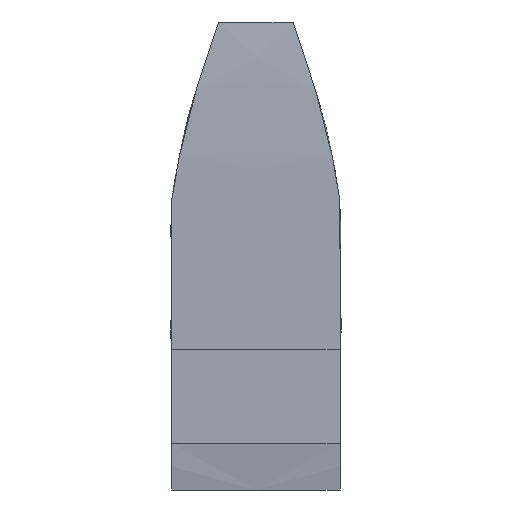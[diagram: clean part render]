
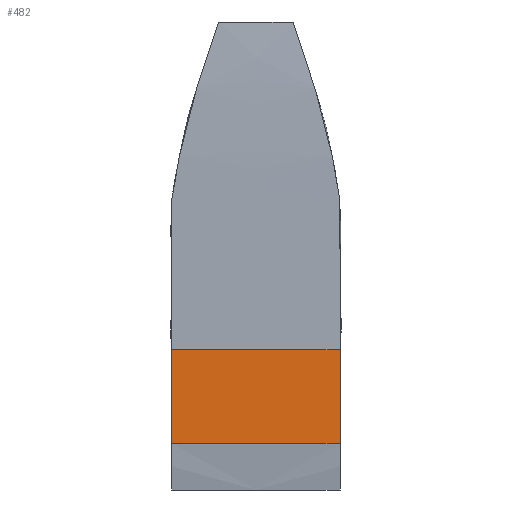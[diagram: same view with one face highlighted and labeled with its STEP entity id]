
A CAD part, top view. The second image highlights one B-rep face of the part: STEP entity #482.
In plain terms, the highlighted planar face has unit normal (0, 0, 1).
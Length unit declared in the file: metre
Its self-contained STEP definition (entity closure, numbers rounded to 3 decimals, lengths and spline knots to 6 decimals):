
#98=FACE_OUTER_BOUND('',#123,.T.);
#123=EDGE_LOOP('',(#443,#444,#445,#446));
#135=LINE('',#6612,#163);
#149=LINE('',#10010,#177);
#150=LINE('',#10022,#178);
#151=LINE('',#10024,#179);
#163=VECTOR('',#523,0.01);
#177=VECTOR('',#551,0.01);
#178=VECTOR('',#554,0.01);
#179=VECTOR('',#557,0.01);
#207=VERTEX_POINT('',#6350);
#208=VERTEX_POINT('',#6611);
#226=VERTEX_POINT('',#9986);
#227=VERTEX_POINT('',#10009);
#259=EDGE_CURVE('',#207,#208,#135,.T.);
#297=EDGE_CURVE('',#227,#226,#149,.T.);
#299=EDGE_CURVE('',#227,#207,#150,.T.);
#300=EDGE_CURVE('',#226,#208,#151,.T.);
#443=ORIENTED_EDGE('',*,*,#297,.T.);
#444=ORIENTED_EDGE('',*,*,#300,.T.);
#445=ORIENTED_EDGE('',*,*,#259,.F.);
#446=ORIENTED_EDGE('',*,*,#299,.F.);
#457=PLANE('',#507);
#482=ADVANCED_FACE('',(#98),#457,.T.);
#507=AXIS2_PLACEMENT_3D('',#10025,#558,#559);
#523=DIRECTION('',(1.,0.,0.));
#551=DIRECTION('',(1.,0.,0.));
#554=DIRECTION('',(0.,1.,0.));
#557=DIRECTION('',(0.,1.,0.));
#558=DIRECTION('center_axis',(0.,0.,1.));
#559=DIRECTION('ref_axis',(1.,0.,0.));
#6350=CARTESIAN_POINT('',(-0.9,-3.5,0.55));
#6611=CARTESIAN_POINT('',(0.9,-3.5,0.55));
#6612=CARTESIAN_POINT('',(-0.9,-3.5,0.55));
#9986=CARTESIAN_POINT('',(0.9,-4.5,0.55));
#10009=CARTESIAN_POINT('',(-0.9,-4.5,0.55));
#10010=CARTESIAN_POINT('',(-0.9,-4.5,0.55));
#10022=CARTESIAN_POINT('',(-0.9,-5.,0.55));
#10024=CARTESIAN_POINT('',(0.9,-5.,0.55));
#10025=CARTESIAN_POINT('Origin',(-0.9,-5.,0.55));
